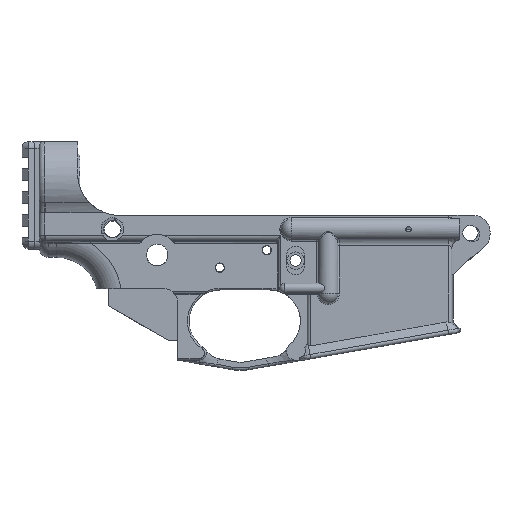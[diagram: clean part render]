
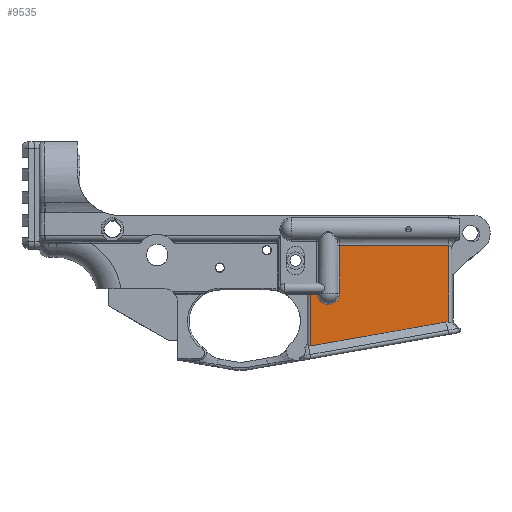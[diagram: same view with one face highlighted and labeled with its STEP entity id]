
A CAD part, left-side view. The second image highlights one B-rep face of the part: STEP entity #9535.
In plain terms, the highlighted planar face has unit normal (-1, 0, 0).
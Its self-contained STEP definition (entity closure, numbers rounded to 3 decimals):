
#963=FACE_OUTER_BOUND('',#1533,.T.);
#1533=EDGE_LOOP('',(#8571,#8572,#8573,#8574,#8575,#8576,#8577,#8578));
#1783=B_SPLINE_CURVE_WITH_KNOTS('',3,(#21156,#21157,#21158,#21159,#21160,
#21161),.UNSPECIFIED.,.F.,.F.,(4,2,4),(-0.114,-0.051,
0.),.UNSPECIFIED.);
#1910=LINE('',#13872,#2621);
#2486=LINE('',#20561,#3197);
#2487=LINE('',#20601,#3198);
#2490=LINE('',#20623,#3201);
#2491=LINE('',#20825,#3202);
#2497=LINE('',#21164,#3208);
#2621=VECTOR('',#10809,35.127);
#3197=VECTOR('',#12929,23.276);
#3198=VECTOR('',#12940,2.864);
#3201=VECTOR('',#12953,21.861);
#3202=VECTOR('',#12960,49.812);
#3208=VECTOR('',#12986,62.909);
#3606=CIRCLE('',#10474,5.168);
#3792=VERTEX_POINT('',#13794);
#3793=VERTEX_POINT('',#13871);
#4513=VERTEX_POINT('',#20558);
#4514=VERTEX_POINT('',#20560);
#4516=VERTEX_POINT('',#20600);
#4517=VERTEX_POINT('',#20620);
#4518=VERTEX_POINT('',#20622);
#4524=VERTEX_POINT('',#21155);
#4727=EDGE_CURVE('',#3793,#3792,#1910,.T.);
#5884=EDGE_CURVE('',#4513,#4514,#2486,.T.);
#5889=EDGE_CURVE('',#4516,#4514,#2487,.T.);
#5894=EDGE_CURVE('',#4518,#4517,#2490,.T.);
#5898=EDGE_CURVE('',#3792,#4518,#2491,.T.);
#5913=EDGE_CURVE('',#4524,#3793,#1783,.T.);
#5915=EDGE_CURVE('',#4513,#4524,#2497,.T.);
#5916=EDGE_CURVE('',#4516,#4517,#3606,.T.);
#8571=ORIENTED_EDGE('',*,*,#5913,.T.);
#8572=ORIENTED_EDGE('',*,*,#4727,.T.);
#8573=ORIENTED_EDGE('',*,*,#5898,.T.);
#8574=ORIENTED_EDGE('',*,*,#5894,.T.);
#8575=ORIENTED_EDGE('',*,*,#5916,.F.);
#8576=ORIENTED_EDGE('',*,*,#5889,.T.);
#8577=ORIENTED_EDGE('',*,*,#5884,.F.);
#8578=ORIENTED_EDGE('',*,*,#5915,.T.);
#9049=PLANE('',#10473);
#9535=ADVANCED_FACE('',(#963),#9049,.T.);
#10473=AXIS2_PLACEMENT_3D('',#21165,#12987,#12988);
#10474=AXIS2_PLACEMENT_3D('',#21166,#12989,#12990);
#10809=DIRECTION('',(0.,0.,1.));
#12929=DIRECTION('',(0.,0.,1.));
#12940=DIRECTION('',(0.,1.,0.));
#12953=DIRECTION('',(0.,0.,-1.));
#12960=DIRECTION('',(0.,1.,0.));
#12986=DIRECTION('',(0.,-0.985,0.174));
#12987=DIRECTION('center_axis',(-1.,0.,0.));
#12988=DIRECTION('ref_axis',(0.,0.,
-1.));
#12989=DIRECTION('center_axis',(-1.,0.,0.));
#12990=DIRECTION('ref_axis',(0.,-1.,0.));
#13794=CARTESIAN_POINT('',(-0.558,408.113,154.335));
#13871=CARTESIAN_POINT('',(-0.558,408.113,119.207));
#13872=CARTESIAN_POINT('',(-0.558,408.113,119.207));
#20558=CARTESIAN_POINT('',(-0.558,471.069,108.435));
#20560=CARTESIAN_POINT('',(-0.558,471.069,131.711));
#20561=CARTESIAN_POINT('',(-0.558,471.069,108.435));
#20600=CARTESIAN_POINT('',(-0.558,468.205,131.711));
#20601=CARTESIAN_POINT('',(-0.558,468.205,131.711));
#20620=CARTESIAN_POINT('',(-0.558,457.926,132.473));
#20622=CARTESIAN_POINT('',(-0.558,457.926,154.335));
#20623=CARTESIAN_POINT('',(-0.558,457.926,154.335));
#20825=CARTESIAN_POINT('',(-0.558,408.113,154.335));
#21155=CARTESIAN_POINT('',(-0.558,409.116,119.359));
#21156=CARTESIAN_POINT('Ctrl Pts',(-0.558,409.116,119.359));
#21157=CARTESIAN_POINT('Ctrl Pts',(-0.558,408.979,119.383));
#21158=CARTESIAN_POINT('Ctrl Pts',(-0.558,408.813,
119.39));
#21159=CARTESIAN_POINT('Ctrl Pts',(-0.558,408.438,
119.325));
#21160=CARTESIAN_POINT('Ctrl Pts',(-0.558,408.272,
119.271));
#21161=CARTESIAN_POINT('Ctrl Pts',(-0.558,408.113,
119.207));
#21164=CARTESIAN_POINT('',(-0.558,471.069,108.435));
#21165=CARTESIAN_POINT('Origin',(-0.558,439.591,108.159));
#21166=CARTESIAN_POINT('Origin',(-0.558,463.094,132.473));
